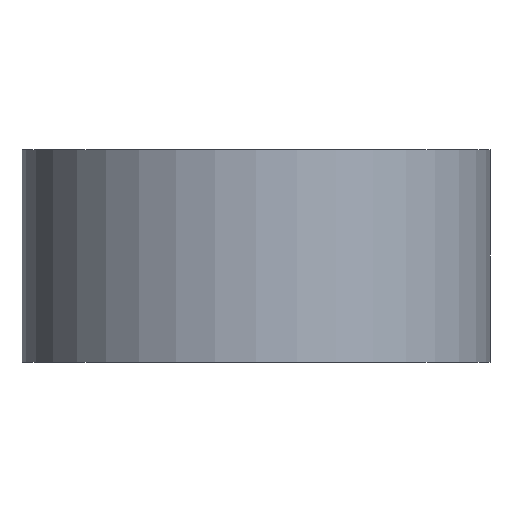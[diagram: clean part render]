
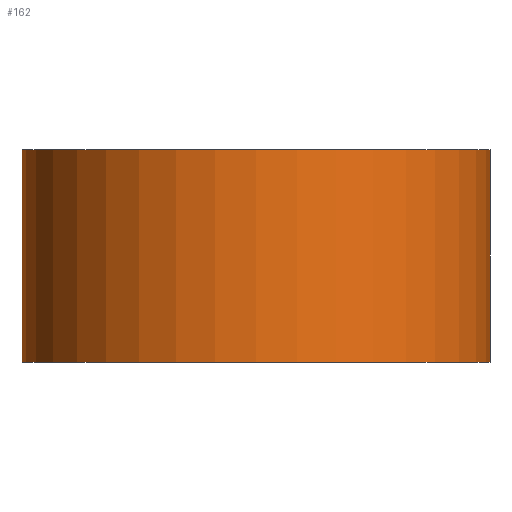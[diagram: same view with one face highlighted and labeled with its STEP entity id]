
A CAD part, front view. The second image highlights one B-rep face of the part: STEP entity #162.
In plain terms, the highlighted cylindrical face has radius 14.3 mm (diameter 28.6 mm), a partial arc.
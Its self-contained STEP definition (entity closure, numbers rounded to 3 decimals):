
#2 = CARTESIAN_POINT ( 'NONE',  ( 14.3, 0., 12.96 ) ) ;
#9 = CARTESIAN_POINT ( 'NONE',  ( 14.3, 0., 0. ) ) ;
#18 = CIRCLE ( 'NONE', #125, 14.3 ) ;
#24 = DIRECTION ( 'NONE',  ( 0., 0., 1. ) ) ;
#27 = DIRECTION ( 'NONE',  ( 1., 0., 0. ) ) ;
#28 = DIRECTION ( 'NONE',  ( 0., 0., -1. ) ) ;
#36 = EDGE_CURVE ( 'NONE', #229, #124, #228, .T. ) ;
#50 = CARTESIAN_POINT ( 'NONE',  ( -14.3, 0., 12.96 ) ) ;
#59 = LINE ( 'NONE', #351, #467 ) ;
#77 = DIRECTION ( 'NONE',  ( 0., 0., -1. ) ) ;
#88 = ORIENTED_EDGE ( 'NONE', *, *, #462, .T. ) ;
#124 = VERTEX_POINT ( 'NONE', #9 ) ;
#125 = AXIS2_PLACEMENT_3D ( 'NONE', #508, #372, #417 ) ;
#135 = CARTESIAN_POINT ( 'NONE',  ( 0., 0., 0. ) ) ;
#152 = CARTESIAN_POINT ( 'NONE',  ( 14.3, 0., 12.96 ) ) ;
#162 = ADVANCED_FACE ( 'NONE', ( #506 ), #332, .T. ) ;
#188 = AXIS2_PLACEMENT_3D ( 'NONE', #135, #24, #27 ) ;
#193 = EDGE_CURVE ( 'NONE', #307, #229, #18, .T. ) ;
#205 = DIRECTION ( 'NONE',  ( -1., 0., 0. ) ) ;
#228 = LINE ( 'NONE', #152, #444 ) ;
#229 = VERTEX_POINT ( 'NONE', #2 ) ;
#231 = AXIS2_PLACEMENT_3D ( 'NONE', #239, #77, #205 ) ;
#239 = CARTESIAN_POINT ( 'NONE',  ( 0., 0., 12.96 ) ) ;
#252 = EDGE_LOOP ( 'NONE', ( #264, #258, #88, #447 ) ) ;
#258 = ORIENTED_EDGE ( 'NONE', *, *, #193, .F. ) ;
#264 = ORIENTED_EDGE ( 'NONE', *, *, #36, .F. ) ;
#307 = VERTEX_POINT ( 'NONE', #50 ) ;
#332 = CYLINDRICAL_SURFACE ( 'NONE', #231, 14.3 ) ;
#351 = CARTESIAN_POINT ( 'NONE',  ( -14.3, 0., 12.96 ) ) ;
#372 = DIRECTION ( 'NONE',  ( 0., 0., 1. ) ) ;
#417 = DIRECTION ( 'NONE',  ( 1., 0., 0. ) ) ;
#429 = EDGE_CURVE ( 'NONE', #461, #124, #483, .T. ) ;
#444 = VECTOR ( 'NONE', #526, 1000. ) ;
#447 = ORIENTED_EDGE ( 'NONE', *, *, #429, .T. ) ;
#461 = VERTEX_POINT ( 'NONE', #481 ) ;
#462 = EDGE_CURVE ( 'NONE', #307, #461, #59, .T. ) ;
#467 = VECTOR ( 'NONE', #28, 1000. ) ;
#481 = CARTESIAN_POINT ( 'NONE',  ( -14.3, 0., 0. ) ) ;
#483 = CIRCLE ( 'NONE', #188, 14.3 ) ;
#506 = FACE_OUTER_BOUND ( 'NONE', #252, .T. ) ;
#508 = CARTESIAN_POINT ( 'NONE',  ( 0., 0., 12.96 ) ) ;
#526 = DIRECTION ( 'NONE',  ( 0., 0., -1. ) ) ;
